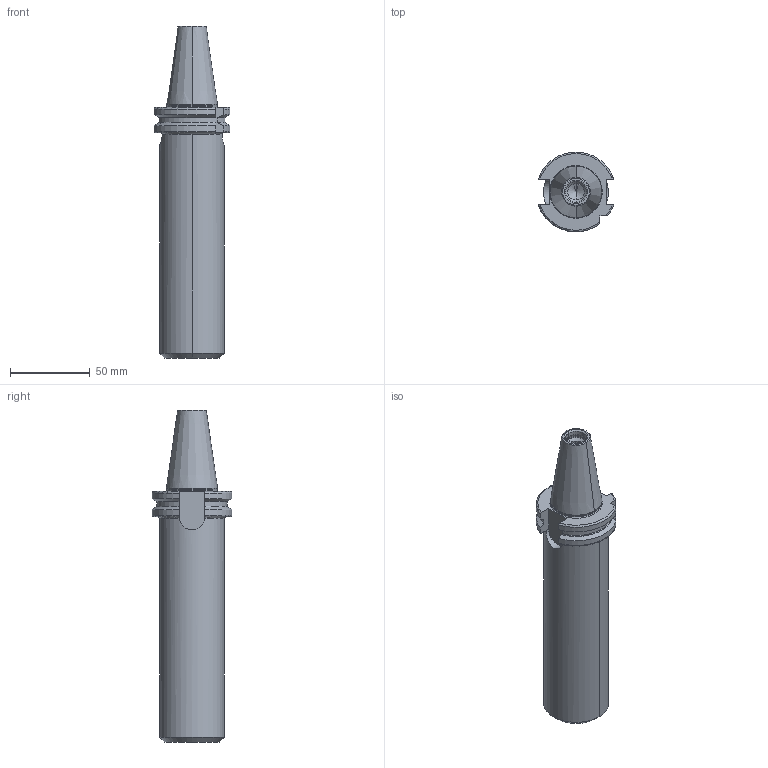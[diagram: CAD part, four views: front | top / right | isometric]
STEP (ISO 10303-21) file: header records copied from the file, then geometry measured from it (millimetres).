
FILE_DESCRIPTION((''),'2;1');
FILE_NAME('302_17_40','2020-09-29T',('104091'),(''),'CREO PARAMETRIC BY PTC INC, 2016260','CREO PARAMETRIC BY PTC INC, 2016260','');
FILE_SCHEMA(('CONFIG_CONTROL_DESIGN'));
Length unit declared in the file: millimetre
Products named in the file (1): 302_17_40
Bounding box: 47.34 x 49.89 x 207.8 mm (x, y, z)
Volume: 228802.7 mm3; surface area: 29083.7 mm2
Topology: 1 solids, 1 shells, 94 faces, 237 edges, 143 vertices
Faces by surface type: torus 28, cone 26, cylinder 25, plane 15
Entity records: 3099 total; most frequent: CARTESIAN_POINT 837, DIRECTION 484, ORIENTED_EDGE 462, EDGE_CURVE 231, AXIS2_PLACEMENT_3D 203, VERTEX_POINT 143, CIRCLE 106, EDGE_LOOP 98
